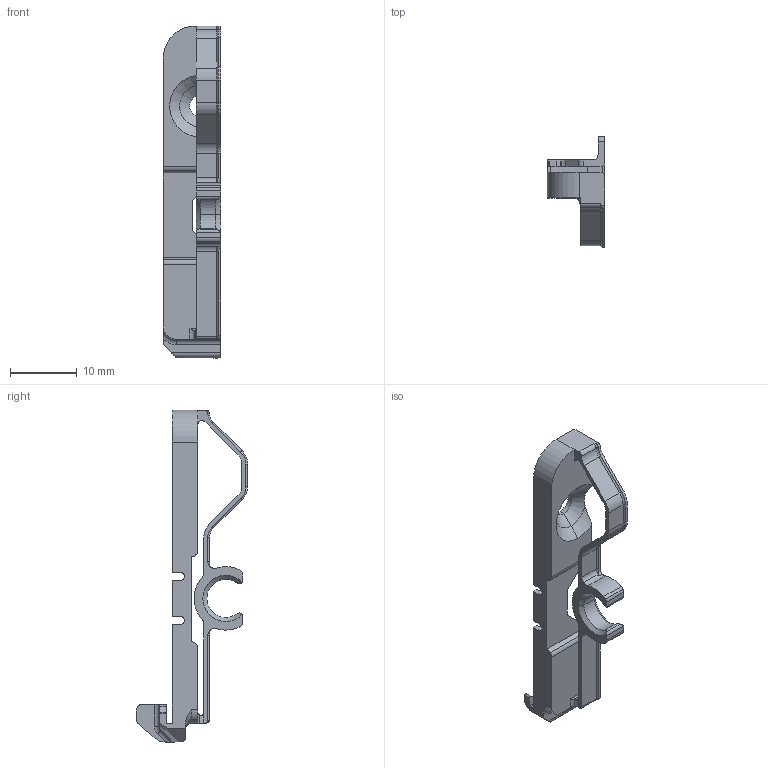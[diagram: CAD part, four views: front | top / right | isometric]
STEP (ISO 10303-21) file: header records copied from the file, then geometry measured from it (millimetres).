
FILE_DESCRIPTION (( 'STEP AP203' ), '1' );
FILE_NAME ('ScrollWheelHolderHolder.step', '', ( '' ), ( '' ), '', '', '' );
FILE_SCHEMA (( 'CONFIG_CONTROL_DESIGN' ));
Length unit declared in the file: millimetre
Products named in the file (1): ScrollWheelHolderHolder
Bounding box: 8.6 x 16.66 x 49.7 mm (x, y, z)
Volume: 1412.3 mm3; surface area: 1863.9 mm2
Topology: 1 solids, 1 shells, 181 faces, 503 edges, 321 vertices
Faces by surface type: cylinder 80, plane 76, cone 14, torus 10, bspline 1
Entity records: 6052 total; most frequent: CARTESIAN_POINT 1294, ORIENTED_EDGE 1006, DIRECTION 983, EDGE_CURVE 503, AXIS2_PLACEMENT_3D 340, VERTEX_POINT 321, LINE 303, VECTOR 303
